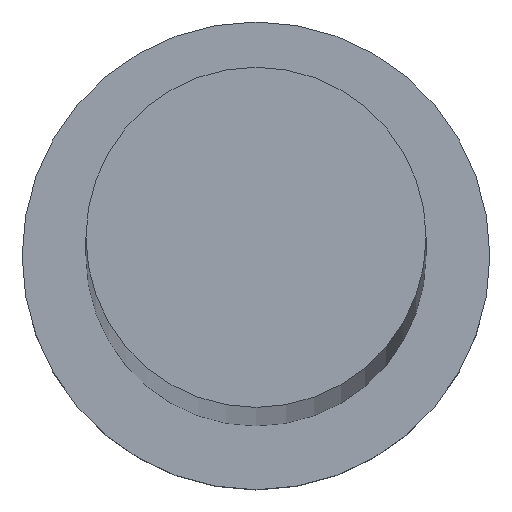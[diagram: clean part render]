
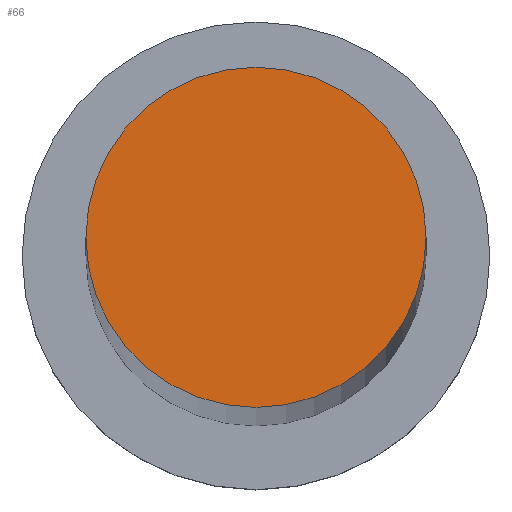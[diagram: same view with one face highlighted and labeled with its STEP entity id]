
A CAD part, top view. The second image highlights one B-rep face of the part: STEP entity #66.
In plain terms, the highlighted planar face has unit normal (0, 0, 1).
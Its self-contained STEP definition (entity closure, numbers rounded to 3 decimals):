
#26 = AXIS2_PLACEMENT_3D ( 'NONE', #88, #173, #65 ) ;
#30 = EDGE_CURVE ( 'NONE', #127, #180, #63, .T. ) ;
#32 = CARTESIAN_POINT ( 'NONE',  ( 8., 0., 507. ) ) ;
#46 = ORIENTED_EDGE ( 'NONE', *, *, #166, .T. ) ;
#50 = EDGE_LOOP ( 'NONE', ( #46, #123 ) ) ;
#61 = CARTESIAN_POINT ( 'NONE',  ( -8., 0., 507. ) ) ;
#63 = CIRCLE ( 'NONE', #26, 8. ) ;
#65 = DIRECTION ( 'NONE',  ( 1., 0., 0. ) ) ;
#66 = ADVANCED_FACE ( 'NONE', ( #82 ), #96, .T. ) ;
#76 = AXIS2_PLACEMENT_3D ( 'NONE', #148, #208, #132 ) ;
#82 = FACE_OUTER_BOUND ( 'NONE', #50, .T. ) ;
#86 = CIRCLE ( 'NONE', #76, 8. ) ;
#88 = CARTESIAN_POINT ( 'NONE',  ( 0., 0., 507. ) ) ;
#95 = AXIS2_PLACEMENT_3D ( 'NONE', #99, #145, #124 ) ;
#96 = PLANE ( 'NONE',  #95 ) ;
#99 = CARTESIAN_POINT ( 'NONE',  ( 0., 0., 507. ) ) ;
#123 = ORIENTED_EDGE ( 'NONE', *, *, #30, .T. ) ;
#124 = DIRECTION ( 'NONE',  ( 1., 0., 0. ) ) ;
#127 = VERTEX_POINT ( 'NONE', #32 ) ;
#132 = DIRECTION ( 'NONE',  ( 1., 0., 0. ) ) ;
#145 = DIRECTION ( 'NONE',  ( 0., 0., 1. ) ) ;
#148 = CARTESIAN_POINT ( 'NONE',  ( 0., 0., 507. ) ) ;
#166 = EDGE_CURVE ( 'NONE', #180, #127, #86, .T. ) ;
#173 = DIRECTION ( 'NONE',  ( 0., 0., 1. ) ) ;
#180 = VERTEX_POINT ( 'NONE', #61 ) ;
#208 = DIRECTION ( 'NONE',  ( 0., 0., 1. ) ) ;
